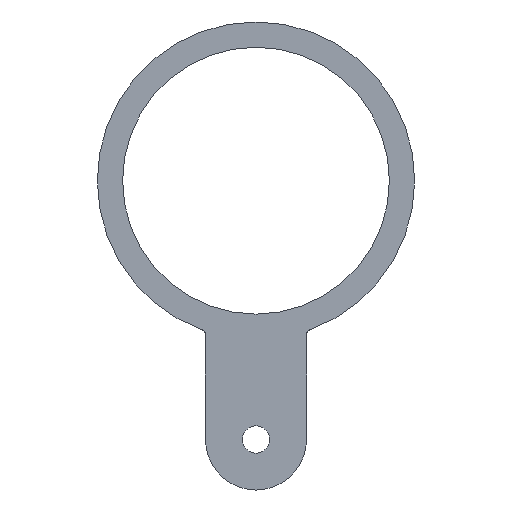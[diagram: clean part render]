
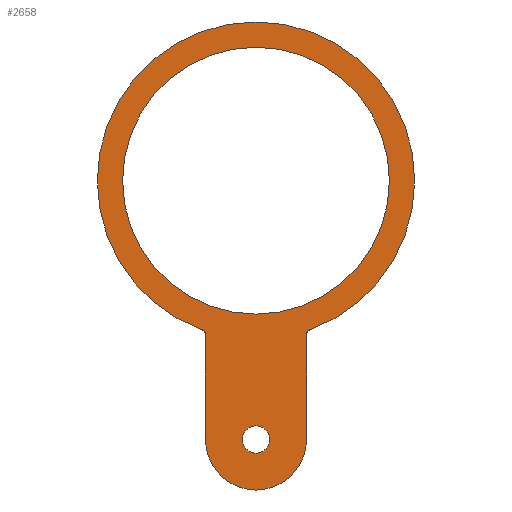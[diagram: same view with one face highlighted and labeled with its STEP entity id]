
A CAD part, front view. The second image highlights one B-rep face of the part: STEP entity #2658.
In plain terms, the highlighted planar face has unit normal (0, -1, 0).
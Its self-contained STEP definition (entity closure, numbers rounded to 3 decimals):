
#26=CIRCLE('',#2779,25.);
#27=CIRCLE('',#2780,2.5);
#28=CIRCLE('',#2781,78.5);
#29=CIRCLE('',#2782,2.5);
#30=CIRCLE('',#2783,6.75);
#31=CIRCLE('',#2784,66.);
#45=FACE_BOUND('',#359,.T.);
#46=FACE_BOUND('',#360,.T.);
#211=FACE_OUTER_BOUND('',#358,.T.);
#358=EDGE_LOOP('',(#2280,#2281,#2282,#2283,#2284,#2285));
#359=EDGE_LOOP('',(#2286));
#360=EDGE_LOOP('',(#2287));
#631=LINE('',#4872,#902);
#632=LINE('',#4876,#903);
#902=VECTOR('',#3239,10.);
#903=VECTOR('',#3242,10.);
#1226=VERTEX_POINT('',#4870);
#1227=VERTEX_POINT('',#4871);
#1228=VERTEX_POINT('',#4873);
#1229=VERTEX_POINT('',#4875);
#1230=VERTEX_POINT('',#4877);
#1231=VERTEX_POINT('',#4879);
#1232=VERTEX_POINT('',#4882);
#1233=VERTEX_POINT('',#4884);
#1581=EDGE_CURVE('',#1226,#1227,#631,.T.);
#1582=EDGE_CURVE('',#1227,#1228,#26,.T.);
#1583=EDGE_CURVE('',#1228,#1229,#632,.T.);
#1584=EDGE_CURVE('',#1229,#1230,#27,.T.);
#1585=EDGE_CURVE('',#1230,#1231,#28,.T.);
#1586=EDGE_CURVE('',#1231,#1226,#29,.T.);
#1587=EDGE_CURVE('',#1232,#1232,#30,.T.);
#1588=EDGE_CURVE('',#1233,#1233,#31,.T.);
#2280=ORIENTED_EDGE('',*,*,#1581,.T.);
#2281=ORIENTED_EDGE('',*,*,#1582,.T.);
#2282=ORIENTED_EDGE('',*,*,#1583,.T.);
#2283=ORIENTED_EDGE('',*,*,#1584,.T.);
#2284=ORIENTED_EDGE('',*,*,#1585,.T.);
#2285=ORIENTED_EDGE('',*,*,#1586,.T.);
#2286=ORIENTED_EDGE('',*,*,#1587,.T.);
#2287=ORIENTED_EDGE('',*,*,#1588,.T.);
#2407=PLANE('',#2778);
#2658=ADVANCED_FACE('',(#211,#45,#46),#2407,.F.);
#2778=AXIS2_PLACEMENT_3D('',#4869,#3237,#3238);
#2779=AXIS2_PLACEMENT_3D('',#4874,#3240,#3241);
#2780=AXIS2_PLACEMENT_3D('',#4878,#3243,#3244);
#2781=AXIS2_PLACEMENT_3D('',#4880,#3245,#3246);
#2782=AXIS2_PLACEMENT_3D('',#4881,#3247,#3248);
#2783=AXIS2_PLACEMENT_3D('',#4883,#3249,#3250);
#2784=AXIS2_PLACEMENT_3D('',#4885,#3251,#3252);
#3237=DIRECTION('center_axis',(0.,1.,0.));
#3238=DIRECTION('ref_axis',(0.,0.,1.));
#3239=DIRECTION('',(0.,0.,-1.));
#3240=DIRECTION('center_axis',(0.,-1.,0.));
#3241=DIRECTION('ref_axis',(1.,0.,0.));
#3242=DIRECTION('',(0.,0.,1.));
#3243=DIRECTION('center_axis',(0.,1.,0.));
#3244=DIRECTION('ref_axis',(1.,0.,0.));
#3245=DIRECTION('center_axis',(0.,-1.,0.));
#3246=DIRECTION('ref_axis',(-0.34,0.,-0.941));
#3247=DIRECTION('center_axis',(0.,1.,0.));
#3248=DIRECTION('ref_axis',(-0.34,0.,-0.941));
#3249=DIRECTION('center_axis',(0.,1.,0.));
#3250=DIRECTION('ref_axis',(1.,0.,0.));
#3251=DIRECTION('center_axis',(0.,1.,0.));
#3252=DIRECTION('ref_axis',(1.,0.,0.));
#4869=CARTESIAN_POINT('Origin',(0.,-1.,-37.25));
#4870=CARTESIAN_POINT('',(-25.,-1.,-76.189));
#4871=CARTESIAN_POINT('',(-25.,-1.,-128.));
#4872=CARTESIAN_POINT('',(-25.,-1.,-128.));
#4873=CARTESIAN_POINT('',(25.,-1.,-128.));
#4874=CARTESIAN_POINT('Origin',(0.,-1.,-128.));
#4875=CARTESIAN_POINT('',(25.,-1.,-76.189));
#4876=CARTESIAN_POINT('',(25.,-1.,-76.189));
#4877=CARTESIAN_POINT('',(26.651,-1.,-73.837));
#4878=CARTESIAN_POINT('Origin',(27.5,-1.,-76.189));
#4879=CARTESIAN_POINT('',(-26.651,-1.,-73.837));
#4880=CARTESIAN_POINT('Origin',(0.,-1.,0.));
#4881=CARTESIAN_POINT('Origin',(-27.5,-1.,-76.189));
#4882=CARTESIAN_POINT('',(-6.75,-1.,-128.));
#4883=CARTESIAN_POINT('Origin',(0.,-1.,-128.));
#4884=CARTESIAN_POINT('',(-66.,-1.,0.));
#4885=CARTESIAN_POINT('Origin',(0.,-1.,0.));
